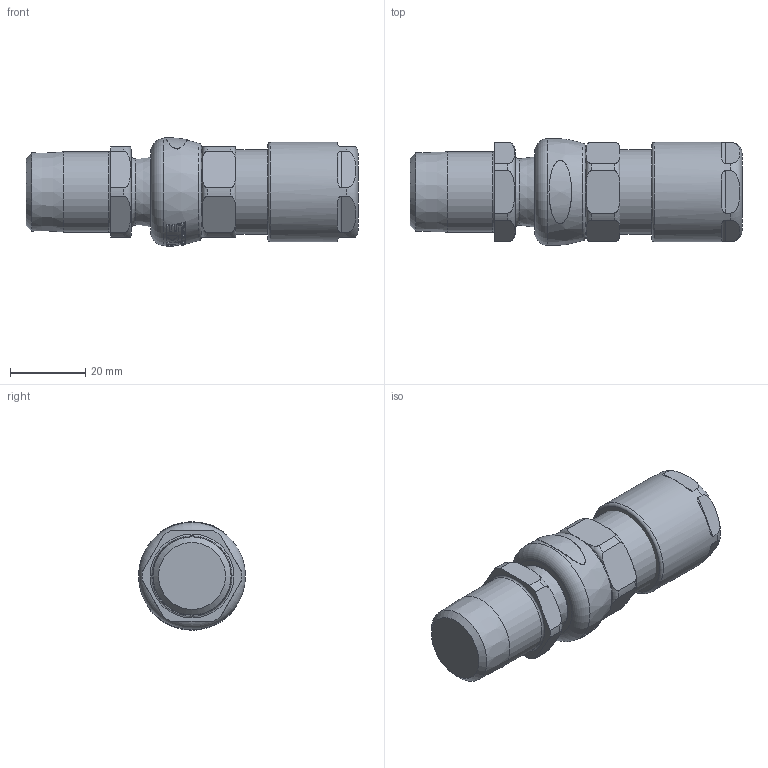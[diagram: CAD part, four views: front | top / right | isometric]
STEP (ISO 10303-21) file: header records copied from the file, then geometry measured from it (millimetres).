
FILE_DESCRIPTION(/* description */ (''),/* implementation_level */ '2;1');
FILE_NAME(/* name */ 'ICG_653_UNIV_X_Os_1_2_NPT.stp',/* time_stamp */ '2020-08-13T15:46:03+05:00',/* author */ ('jgandhi'),/* organization */ (''),/* preprocessor_version */ 'ST-DEVELOPER v18',/* originating_system */ 'Autodesk Inventor 2020',/* authorisation */ '');
FILE_SCHEMA (('AUTOMOTIVE_DESIGN { 1 0 10303 214 3 1 1 }'));
Length unit declared in the file: millimetre
Products named in the file (1): ICG_653_UNIV_X_Os_1_2_NPT
Bounding box: 88.39 x 28.5 x 28.86 mm (x, y, z)
Volume: 66945.7 mm3; surface area: 22427.2 mm2
Topology: 11 solids, 11 shells, 776 faces, 2192 edges, 1475 vertices
Faces by surface type: plane 281, bspline 177, torus 152, cylinder 95, cone 69, sphere 2
Full cylindrical faces by diameter (mm): 0.6 x6, 11.8 x1, 12 x2, 13 x1, 14.4 x1, 15.1 x1, 15.2 x1, 16 x1, 16.8 x1, 18 x2, 19 x5, 20.638 x1, 21.34 x1, 22.6 x1, 23 x1, 23.65 x1, 24 x1, 26.5 x1
Entity records: 30791 total; most frequent: CARTESIAN_POINT 11311, ORIENTED_EDGE 4380, DIRECTION 3281, EDGE_CURVE 2190, VERTEX_POINT 1475, AXIS2_PLACEMENT_3D 1304, EDGE_LOOP 819, FACE_OUTER_BOUND 776
